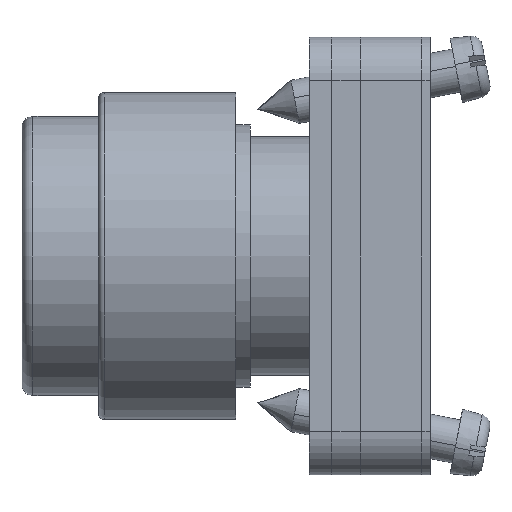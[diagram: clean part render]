
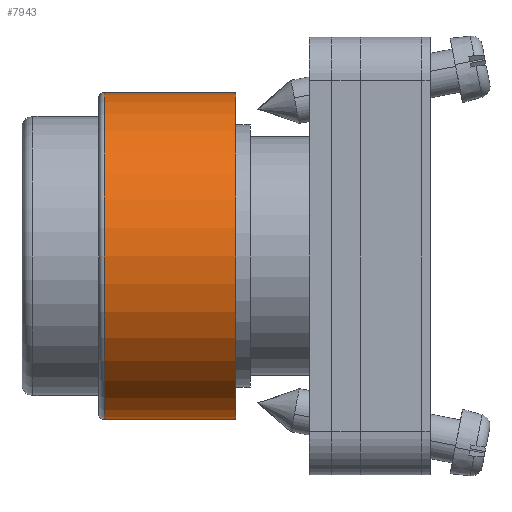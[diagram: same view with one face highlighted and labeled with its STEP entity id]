
A CAD part, left-side view. The second image highlights one B-rep face of the part: STEP entity #7943.
In plain terms, the highlighted cylindrical face has radius 14.925 mm (diameter 29.85 mm), a partial arc.
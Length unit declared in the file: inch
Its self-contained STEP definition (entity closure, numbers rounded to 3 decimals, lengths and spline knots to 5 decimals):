
#19 = CARTESIAN_POINT ( 'NONE',  ( 0., 0.92126, -0.5876 ) ) ;
#251 = DIRECTION ( 'NONE',  ( 0., 0., -1. ) ) ;
#319 = CIRCLE ( 'NONE', #2971, 0.5876 ) ;
#659 = CARTESIAN_POINT ( 'NONE',  ( 0., 0.44843, -0.5876 ) ) ;
#1117 = CYLINDRICAL_SURFACE ( 'NONE', #3215, 0.5876 ) ;
#1960 = CARTESIAN_POINT ( 'NONE',  ( 0., 3.67379, 0.5876 ) ) ;
#1962 = EDGE_CURVE ( 'NONE', #6798, #3820, #7107, .T. ) ;
#2523 = DIRECTION ( 'NONE',  ( 0., -1., 0. ) ) ;
#2815 = ORIENTED_EDGE ( 'NONE', *, *, #6909, .T. ) ;
#2971 = AXIS2_PLACEMENT_3D ( 'NONE', #3082, #8285, #3828 ) ;
#3015 = CARTESIAN_POINT ( 'NONE',  ( 0., 0.44843, 0. ) ) ;
#3082 = CARTESIAN_POINT ( 'NONE',  ( 0., 0.92126, 0. ) ) ;
#3215 = AXIS2_PLACEMENT_3D ( 'NONE', #6978, #2523, #251 ) ;
#3324 = EDGE_LOOP ( 'NONE', ( #4287, #2815, #6383, #3346 ) ) ;
#3346 = ORIENTED_EDGE ( 'NONE', *, *, #1962, .T. ) ;
#3437 = DIRECTION ( 'NONE',  ( 0., -1., 0. ) ) ;
#3767 = DIRECTION ( 'NONE',  ( 0., 0., 1. ) ) ;
#3820 = VERTEX_POINT ( 'NONE', #4826 ) ;
#3828 = DIRECTION ( 'NONE',  ( 0., 0., -1. ) ) ;
#4095 = LINE ( 'NONE', #1960, #7583 ) ;
#4287 = ORIENTED_EDGE ( 'NONE', *, *, #5113, .F. ) ;
#4421 = AXIS2_PLACEMENT_3D ( 'NONE', #3015, #8210, #3767 ) ;
#4559 = CARTESIAN_POINT ( 'NONE',  ( 0., 0.92126, 0.5876 ) ) ;
#4620 = LINE ( 'NONE', #8406, #6356 ) ;
#4826 = CARTESIAN_POINT ( 'NONE',  ( 0., 0.44843, 0.5876 ) ) ;
#5113 = EDGE_CURVE ( 'NONE', #9640, #3820, #4095, .T. ) ;
#6356 = VECTOR ( 'NONE', #9152, 39.37008 ) ;
#6383 = ORIENTED_EDGE ( 'NONE', *, *, #8485, .T. ) ;
#6798 = VERTEX_POINT ( 'NONE', #659 ) ;
#6909 = EDGE_CURVE ( 'NONE', #9640, #8327, #319, .T. ) ;
#6978 = CARTESIAN_POINT ( 'NONE',  ( 0., 3.67379, 0. ) ) ;
#7107 = CIRCLE ( 'NONE', #4421, 0.5876 ) ;
#7583 = VECTOR ( 'NONE', #3437, 39.37008 ) ;
#7943 = ADVANCED_FACE ( 'NONE', ( #9068 ), #1117, .T. ) ;
#8210 = DIRECTION ( 'NONE',  ( 0., 1., 0. ) ) ;
#8285 = DIRECTION ( 'NONE',  ( 0., -1., 0. ) ) ;
#8327 = VERTEX_POINT ( 'NONE', #19 ) ;
#8406 = CARTESIAN_POINT ( 'NONE',  ( 0., 3.67379, -0.5876 ) ) ;
#8485 = EDGE_CURVE ( 'NONE', #8327, #6798, #4620, .T. ) ;
#9068 = FACE_OUTER_BOUND ( 'NONE', #3324, .T. ) ;
#9152 = DIRECTION ( 'NONE',  ( 0., -1., 0. ) ) ;
#9640 = VERTEX_POINT ( 'NONE', #4559 ) ;
